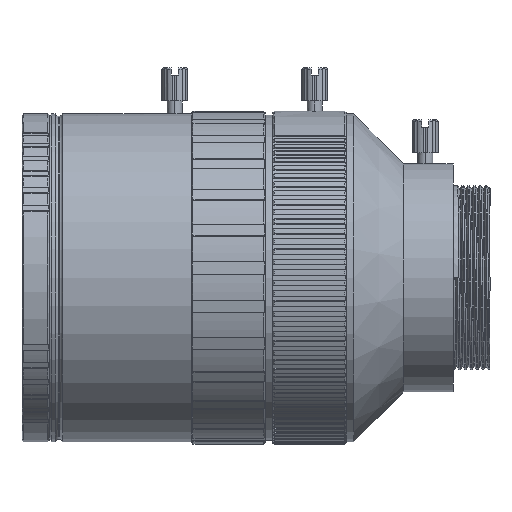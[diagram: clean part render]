
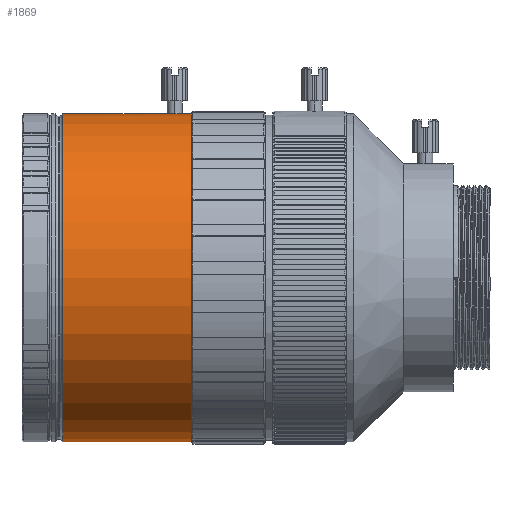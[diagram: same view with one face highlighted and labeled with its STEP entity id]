
A CAD part, left-side view. The second image highlights one B-rep face of the part: STEP entity #1869.
In plain terms, the highlighted cylindrical face has radius 22.25 mm (diameter 44.5 mm), a partial arc.
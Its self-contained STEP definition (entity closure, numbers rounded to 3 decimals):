
#1249 = CARTESIAN_POINT ( 'NONE',  ( -0.262, 48.255, 22.249 ) ) ;
#1630 = CARTESIAN_POINT ( 'NONE',  ( -0.615, 48.08, 22.242 ) ) ;
#1869 = ADVANCED_FACE ( 'NONE', ( #15741 ), #11622, .T. ) ;
#2103 = CARTESIAN_POINT ( 'NONE',  ( -1., 47.281, 22.228 ) ) ;
#2118 = ORIENTED_EDGE ( 'NONE', *, *, #6344, .T. ) ;
#2590 = CARTESIAN_POINT ( 'NONE',  ( 0., 45., -22.25 ) ) ;
#3376 = VECTOR ( 'NONE', #18280, 1000. ) ;
#3431 = CARTESIAN_POINT ( 'NONE',  ( 0., 48.281, 22.25 ) ) ;
#4249 = EDGE_CURVE ( 'NONE', #24444, #9323, #12985, .T. ) ;
#4393 = EDGE_CURVE ( 'NONE', #8006, #11045, #19275, .T. ) ;
#4611 = ORIENTED_EDGE ( 'NONE', *, *, #7683, .F. ) ;
#4676 = CARTESIAN_POINT ( 'NONE',  ( -0.974, 47.019, 22.229 ) ) ;
#4746 = EDGE_CURVE ( 'NONE', #16999, #23173, #16431, .T. ) ;
#4778 = B_SPLINE_CURVE_WITH_KNOTS ( 'NONE', 3,
 ( #22249, #12637, #4676, #4917, #8899, #20466, #16733, #22752, #5171, #10687 ),
 .UNSPECIFIED., .F., .F.,
 ( 4, 2, 2, 2, 4 ),
 ( 0., 0., 0.001, 0.001, 0.002 ),
 .UNSPECIFIED. ) ;
#4917 = CARTESIAN_POINT ( 'NONE',  ( -0.874, 46.777, 22.233 ) ) ;
#5171 = CARTESIAN_POINT ( 'NONE',  ( -0.13, 46.281, 22.25 ) ) ;
#6344 = EDGE_CURVE ( 'NONE', #16999, #11045, #6457, .T. ) ;
#6457 = LINE ( 'NONE', #10422, #3376 ) ;
#7160 = CARTESIAN_POINT ( 'NONE',  ( -0.891, 47.804, 22.233 ) ) ;
#7418 = ORIENTED_EDGE ( 'NONE', *, *, #14548, .F. ) ;
#7683 = EDGE_CURVE ( 'NONE', #23173, #24444, #20274, .T. ) ;
#7802 = AXIS2_PLACEMENT_3D ( 'NONE', #19332, #13948, #15484 ) ;
#8006 = VERTEX_POINT ( 'NONE', #16631 ) ;
#8202 = AXIS2_PLACEMENT_3D ( 'NONE', #10719, #24464, #10601 ) ;
#8318 = CARTESIAN_POINT ( 'NONE',  ( 0., 68., 22.25 ) ) ;
#8623 = AXIS2_PLACEMENT_3D ( 'NONE', #12764, #22128, #18305 ) ;
#8899 = CARTESIAN_POINT ( 'NONE',  ( -0.799, 46.666, 22.236 ) ) ;
#8920 = CARTESIAN_POINT ( 'NONE',  ( 0., 62.5, -22.25 ) ) ;
#9000 = CARTESIAN_POINT ( 'NONE',  ( 0., 46.281, 22.25 ) ) ;
#9323 = VERTEX_POINT ( 'NONE', #2103 ) ;
#9341 = VECTOR ( 'NONE', #15901, 1000. ) ;
#10422 = CARTESIAN_POINT ( 'NONE',  ( 0., 68., -22.25 ) ) ;
#10601 = DIRECTION ( 'NONE',  ( 0., 0., -1. ) ) ;
#10687 = CARTESIAN_POINT ( 'NONE',  ( 0., 46.281, 22.25 ) ) ;
#10719 = CARTESIAN_POINT ( 'NONE',  ( 0., 45., 0. ) ) ;
#10756 = EDGE_CURVE ( 'NONE', #9323, #13934, #4778, .T. ) ;
#10794 = CARTESIAN_POINT ( 'NONE',  ( 0., 48.281, 22.25 ) ) ;
#11045 = VERTEX_POINT ( 'NONE', #2590 ) ;
#11401 = LINE ( 'NONE', #8318, #9341 ) ;
#11513 = CARTESIAN_POINT ( 'NONE',  ( -1., 47.281, 22.228 ) ) ;
#11622 = CYLINDRICAL_SURFACE ( 'NONE', #7802, 22.25 ) ;
#12637 = CARTESIAN_POINT ( 'NONE',  ( -1., 47.149, 22.228 ) ) ;
#12764 = CARTESIAN_POINT ( 'NONE',  ( 0., 62.5, 0. ) ) ;
#12985 = B_SPLINE_CURVE_WITH_KNOTS ( 'NONE', 3,
 ( #3431, #21025, #1249, #19235, #1630, #7160, #23201, #11513 ),
 .UNSPECIFIED., .F., .F.,
 ( 4, 2, 2, 4 ),
 ( 0.005, 0.005, 0.005, 0.006 ),
 .UNSPECIFIED. ) ;
#13934 = VERTEX_POINT ( 'NONE', #9000 ) ;
#13948 = DIRECTION ( 'NONE',  ( 0., -1., 0. ) ) ;
#14548 = EDGE_CURVE ( 'NONE', #13934, #8006, #11401, .T. ) ;
#15484 = DIRECTION ( 'NONE',  ( 0., 0., -1. ) ) ;
#15741 = FACE_OUTER_BOUND ( 'NONE', #24228, .T. ) ;
#15746 = ORIENTED_EDGE ( 'NONE', *, *, #4249, .F. ) ;
#15901 = DIRECTION ( 'NONE',  ( 0., -1., 0. ) ) ;
#16409 = CARTESIAN_POINT ( 'NONE',  ( 0., 68., 22.25 ) ) ;
#16431 = CIRCLE ( 'NONE', #8623, 22.25 ) ;
#16631 = CARTESIAN_POINT ( 'NONE',  ( 0., 45., 22.25 ) ) ;
#16733 = CARTESIAN_POINT ( 'NONE',  ( -0.503, 46.407, 22.245 ) ) ;
#16999 = VERTEX_POINT ( 'NONE', #8920 ) ;
#18018 = CARTESIAN_POINT ( 'NONE',  ( 0., 62.5, 22.25 ) ) ;
#18280 = DIRECTION ( 'NONE',  ( 0., -1., 0. ) ) ;
#18305 = DIRECTION ( 'NONE',  ( 0., 0., 1. ) ) ;
#19235 = CARTESIAN_POINT ( 'NONE',  ( -0.504, 48.154, 22.245 ) ) ;
#19275 = CIRCLE ( 'NONE', #8202, 22.25 ) ;
#19332 = CARTESIAN_POINT ( 'NONE',  ( 0., 68., 0. ) ) ;
#20273 = ORIENTED_EDGE ( 'NONE', *, *, #4746, .F. ) ;
#20274 = LINE ( 'NONE', #16409, #22679 ) ;
#20466 = CARTESIAN_POINT ( 'NONE',  ( -0.615, 46.481, 22.242 ) ) ;
#20969 = ORIENTED_EDGE ( 'NONE', *, *, #10756, .F. ) ;
#21025 = CARTESIAN_POINT ( 'NONE',  ( -0.132, 48.281, 22.25 ) ) ;
#22128 = DIRECTION ( 'NONE',  ( 0., 1., 0. ) ) ;
#22249 = CARTESIAN_POINT ( 'NONE',  ( -1., 47.281, 22.228 ) ) ;
#22679 = VECTOR ( 'NONE', #25245, 1000. ) ;
#22752 = CARTESIAN_POINT ( 'NONE',  ( -0.262, 46.307, 22.249 ) ) ;
#23173 = VERTEX_POINT ( 'NONE', #18018 ) ;
#23201 = CARTESIAN_POINT ( 'NONE',  ( -1., 47.545, 22.228 ) ) ;
#23406 = ORIENTED_EDGE ( 'NONE', *, *, #4393, .F. ) ;
#24228 = EDGE_LOOP ( 'NONE', ( #4611, #20273, #2118, #23406, #7418, #20969, #15746 ) ) ;
#24444 = VERTEX_POINT ( 'NONE', #10794 ) ;
#24464 = DIRECTION ( 'NONE',  ( 0., -1., 0. ) ) ;
#25245 = DIRECTION ( 'NONE',  ( 0., -1., 0. ) ) ;
